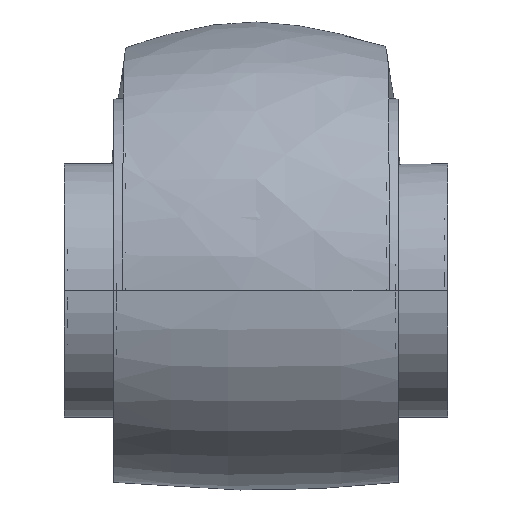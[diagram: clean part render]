
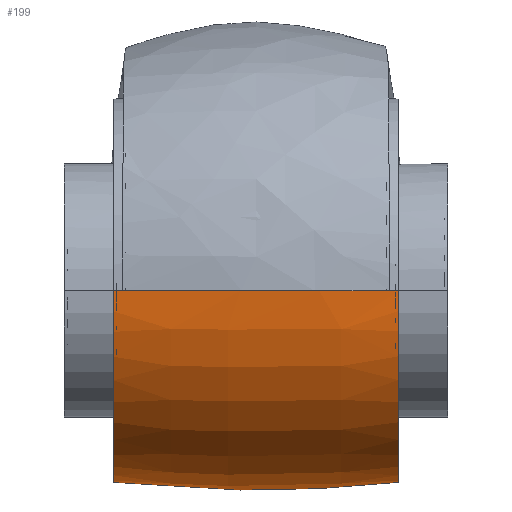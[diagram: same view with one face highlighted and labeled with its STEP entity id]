
A CAD part, left-side view. The second image highlights one B-rep face of the part: STEP entity #199.
In plain terms, the highlighted free-form (B-spline) face has degree [5, 5] with [6, 9] control points.
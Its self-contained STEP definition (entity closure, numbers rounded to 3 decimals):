
#95 = CARTESIAN_POINT ( 'NONE',  ( -23.248, 55., -63.842 ) ) ;
#181 = CARTESIAN_POINT ( 'NONE',  ( -69.336, 33., -27.513 ) ) ;
#199 = ADVANCED_FACE ( 'NONE', ( #2681 ), #4258, .F. ) ;
#227 = CARTESIAN_POINT ( 'NONE',  ( 0., -10.999, -69.721 ) ) ;
#277 = CARTESIAN_POINT ( 'NONE',  ( 0., 33., -68.532 ) ) ;
#333 = CARTESIAN_POINT ( 'NONE',  ( -11.624, -55., -66.125 ) ) ;
#478 = CARTESIAN_POINT ( 'NONE',  ( 0., 55., -66.124 ) ) ;
#827 = CARTESIAN_POINT ( 'NONE',  ( 0., 10.999, -69.721 ) ) ;
#917 = CARTESIAN_POINT ( 'NONE',  ( -12.002, 33., -68.532 ) ) ;
#976 = CARTESIAN_POINT ( 'NONE',  ( -71.718, -55., -15.373 ) ) ;
#1014 = CARTESIAN_POINT ( 'NONE',  ( -55.694, 33., -47.818 ) ) ;
#1044 = CARTESIAN_POINT ( 'NONE',  ( -23.284, 55., -66.125 ) ) ;
#1532 = CARTESIAN_POINT ( 'NONE',  ( -74., 55., 7.876 ) ) ;
#1563 = CARTESIAN_POINT ( 'NONE',  ( -74.051, 33., -16.129 ) ) ;
#1608 = CARTESIAN_POINT ( 'NONE',  ( -12.189, -10.999, -69.721 ) ) ;
#1656 = CARTESIAN_POINT ( 'NONE',  ( -24.378, 10.999, -67.328 ) ) ;
#1686 = CARTESIAN_POINT ( 'NONE',  ( -64.839, 55., -38.7 ) ) ;
#1702 = CARTESIAN_POINT ( 'NONE',  ( -56.561, 10.999, -48.685 ) ) ;
#1774 = CARTESIAN_POINT ( 'NONE',  ( 0., -55., -66.125 ) ) ;
#1805 = CARTESIAN_POINT ( 'NONE',  ( -74., -55., -3.749 ) ) ;
#2034 = CARTESIAN_POINT ( 'NONE',  ( -23.248, -55., -63.842 ) ) ;
#2117 = EDGE_CURVE ( 'NONE', #3904, #6299, #8743, .T. ) ;
#2209 = CARTESIAN_POINT ( 'NONE',  ( -77.597, 10.999, -4.314 ) ) ;
#2300 = CARTESIAN_POINT ( 'NONE',  ( -12.189, 10.999, -69.721 ) ) ;
#2376 = CARTESIAN_POINT ( 'NONE',  ( -74., 55., 7.876 ) ) ;
#2395 = CARTESIAN_POINT ( 'NONE',  ( -24.378, -10.999, -67.328 ) ) ;
#2606 = CARTESIAN_POINT ( 'NONE',  ( 0., 33., -68.532 ) ) ;
#2681 = FACE_OUTER_BOUND ( 'NONE', #3021, .T. ) ;
#2792 = VERTEX_POINT ( 'NONE', #478 ) ;
#2904 = CARTESIAN_POINT ( 'NONE',  ( -76.407, -33., 7.875 ) ) ;
#2949 = CARTESIAN_POINT ( 'NONE',  ( -74.051, -33., -16.129 ) ) ;
#2996 = CARTESIAN_POINT ( 'NONE',  ( -76.407, 33., 7.875 ) ) ;
#3021 = EDGE_LOOP ( 'NONE', ( #3716, #5844, #3126, #9106 ) ) ;
#3033 = VERTEX_POINT ( 'NONE', #4802 ) ;
#3126 = ORIENTED_EDGE ( 'NONE', *, *, #8333, .T. ) ;
#3459 = CARTESIAN_POINT ( 'NONE',  ( 0., -55., -66.125 ) ) ;
#3589 = CARTESIAN_POINT ( 'NONE',  ( -34.274, -55., -59.275 ) ) ;
#3615 = B_SPLINE_CURVE_WITH_KNOTS ( 'NONE', 5,
 ( #3734, #333, #7950, #7394, #5265, #8138, #976, #1805, #8744 ),
 .UNSPECIFIED., .F., .F.,
 ( 6, 3, 6 ),
 ( 0., 0.5, 1. ),
 .UNSPECIFIED. ) ;
#3637 = CARTESIAN_POINT ( 'NONE',  ( -76.407, -33., -4.127 ) ) ;
#3679 = EDGE_CURVE ( 'NONE', #2792, #3904, #6241, .T. ) ;
#3680 = CARTESIAN_POINT ( 'NONE',  ( -77.597, -10.999, -4.314 ) ) ;
#3716 = ORIENTED_EDGE ( 'NONE', *, *, #2117, .F. ) ;
#3724 = CARTESIAN_POINT ( 'NONE',  ( -74., 55., 7.875 ) ) ;
#3734 = CARTESIAN_POINT ( 'NONE',  ( 0., -55., -66.125 ) ) ;
#3771 = CARTESIAN_POINT ( 'NONE',  ( -53.94, 55., -46.064 ) ) ;
#3853 = CARTESIAN_POINT ( 'NONE',  ( -46.541, 55., -56.968 ) ) ;
#3904 = VERTEX_POINT ( 'NONE', #1532 ) ;
#4194 = CARTESIAN_POINT ( 'NONE',  ( -71.718, -55., -15.373 ) ) ;
#4258 = B_SPLINE_SURFACE_WITH_KNOTS ( 'NONE', 5, 5, ( 
 ( #3459, #7710, #2034, #3589, #5540, #5584, #4194, #7011, #9028 ),
 ( #6494, #7148, #4517, #6406, #7241, #5716, #2949, #3637, #2904 ),
 ( #227, #1608, #2395, #5805, #8734, #8543, #8034, #3680, #8590 ),
 ( #827, #2300, #1656, #5208, #1702, #4330, #4375, #2209, #7336 ),
 ( #277, #917, #4470, #8685, #1014, #181, #1563, #7843, #2996 ),
 ( #5901, #7192, #95, #5020, #3771, #6590, #6451, #5067, #3724 ) ),
 .UNSPECIFIED., .F., .F., .F.,
 ( 6, 6 ),
 ( 6, 3, 6 ),
 ( 0., 110.336 ),
 ( 348.717, 409.182, 469.648 ),
 .UNSPECIFIED. ) ;
#4330 = CARTESIAN_POINT ( 'NONE',  ( -70.415, 10.999, -28.064 ) ) ;
#4375 = CARTESIAN_POINT ( 'NONE',  ( -75.204, 10.999, -16.503 ) ) ;
#4428 = CARTESIAN_POINT ( 'NONE',  ( -76.407, 33., 7.875 ) ) ;
#4470 = CARTESIAN_POINT ( 'NONE',  ( -24.004, 33., -66.175 ) ) ;
#4517 = CARTESIAN_POINT ( 'NONE',  ( -24.004, -33., -66.175 ) ) ;
#4802 = CARTESIAN_POINT ( 'NONE',  ( 0., -55., -66.125 ) ) ;
#5020 = CARTESIAN_POINT ( 'NONE',  ( -34.274, 55., -59.275 ) ) ;
#5067 = CARTESIAN_POINT ( 'NONE',  ( -74., 55., -3.749 ) ) ;
#5208 = CARTESIAN_POINT ( 'NONE',  ( -35.94, 10.999, -62.539 ) ) ;
#5265 = CARTESIAN_POINT ( 'NONE',  ( -53.94, -55., -46.064 ) ) ;
#5281 = CARTESIAN_POINT ( 'NONE',  ( 0., -10.999, -69.721 ) ) ;
#5540 = CARTESIAN_POINT ( 'NONE',  ( -53.94, -55., -46.064 ) ) ;
#5584 = CARTESIAN_POINT ( 'NONE',  ( -67.151, -55., -26.399 ) ) ;
#5716 = CARTESIAN_POINT ( 'NONE',  ( -69.336, -33., -27.513 ) ) ;
#5805 = CARTESIAN_POINT ( 'NONE',  ( -35.94, -10.999, -62.539 ) ) ;
#5811 = CARTESIAN_POINT ( 'NONE',  ( -74., 55., 7.876 ) ) ;
#5844 = ORIENTED_EDGE ( 'NONE', *, *, #3679, .F. ) ;
#5901 = CARTESIAN_POINT ( 'NONE',  ( 0., 55., -66.125 ) ) ;
#5907 = CARTESIAN_POINT ( 'NONE',  ( -76.407, -33., 7.875 ) ) ;
#6241 = B_SPLINE_CURVE_WITH_KNOTS ( 'NONE', 5,
 ( #8860, #1044, #3853, #1686, #8714, #2376 ),
 .UNSPECIFIED., .F., .F.,
 ( 6, 6 ),
 ( 0., 1. ),
 .UNSPECIFIED. ) ;
#6299 = VERTEX_POINT ( 'NONE', #7224 ) ;
#6406 = CARTESIAN_POINT ( 'NONE',  ( -35.389, -33., -61.459 ) ) ;
#6451 = CARTESIAN_POINT ( 'NONE',  ( -71.718, 55., -15.373 ) ) ;
#6494 = CARTESIAN_POINT ( 'NONE',  ( 0., -33., -68.532 ) ) ;
#6547 = CARTESIAN_POINT ( 'NONE',  ( -77.597, -10.999, 7.875 ) ) ;
#6590 = CARTESIAN_POINT ( 'NONE',  ( -67.151, 55., -26.399 ) ) ;
#6852 = CARTESIAN_POINT ( 'NONE',  ( 0., 10.999, -69.721 ) ) ;
#7011 = CARTESIAN_POINT ( 'NONE',  ( -74., -55., -3.749 ) ) ;
#7148 = CARTESIAN_POINT ( 'NONE',  ( -12.002, -33., -68.532 ) ) ;
#7192 = CARTESIAN_POINT ( 'NONE',  ( -11.624, 55., -66.125 ) ) ;
#7212 = B_SPLINE_CURVE_WITH_KNOTS ( 'NONE', 5,
 ( #8948, #2606, #6852, #5281, #8106, #1774 ),
 .UNSPECIFIED., .F., .F.,
 ( 6, 6 ),
 ( -110.336, 0. ),
 .UNSPECIFIED. ) ;
#7224 = CARTESIAN_POINT ( 'NONE',  ( -74., -55., 7.875 ) ) ;
#7241 = CARTESIAN_POINT ( 'NONE',  ( -55.694, -33., -47.818 ) ) ;
#7247 = CARTESIAN_POINT ( 'NONE',  ( -77.597, 10.999, 7.875 ) ) ;
#7336 = CARTESIAN_POINT ( 'NONE',  ( -77.597, 10.999, 7.875 ) ) ;
#7394 = CARTESIAN_POINT ( 'NONE',  ( -34.274, -55., -59.275 ) ) ;
#7710 = CARTESIAN_POINT ( 'NONE',  ( -11.624, -55., -66.125 ) ) ;
#7843 = CARTESIAN_POINT ( 'NONE',  ( -76.407, 33., -4.127 ) ) ;
#7924 = EDGE_CURVE ( 'NONE', #3033, #6299, #3615, .T. ) ;
#7950 = CARTESIAN_POINT ( 'NONE',  ( -23.248, -55., -63.842 ) ) ;
#8034 = CARTESIAN_POINT ( 'NONE',  ( -75.204, -10.999, -16.503 ) ) ;
#8106 = CARTESIAN_POINT ( 'NONE',  ( 0., -33., -68.532 ) ) ;
#8138 = CARTESIAN_POINT ( 'NONE',  ( -67.151, -55., -26.399 ) ) ;
#8333 = EDGE_CURVE ( 'NONE', #2792, #3033, #7212, .T. ) ;
#8543 = CARTESIAN_POINT ( 'NONE',  ( -70.415, -10.999, -28.064 ) ) ;
#8590 = CARTESIAN_POINT ( 'NONE',  ( -77.597, -10.999, 7.875 ) ) ;
#8685 = CARTESIAN_POINT ( 'NONE',  ( -35.389, 33., -61.459 ) ) ;
#8714 = CARTESIAN_POINT ( 'NONE',  ( -74., 55., -15.412 ) ) ;
#8734 = CARTESIAN_POINT ( 'NONE',  ( -56.561, -10.999, -48.685 ) ) ;
#8743 = B_SPLINE_CURVE_WITH_KNOTS ( 'NONE', 5,
 ( #5811, #4428, #7247, #6547, #5907, #8960 ),
 .UNSPECIFIED., .F., .F.,
 ( 6, 6 ),
 ( -110.336, 0. ),
 .UNSPECIFIED. ) ;
#8744 = CARTESIAN_POINT ( 'NONE',  ( -74., -55., 7.875 ) ) ;
#8860 = CARTESIAN_POINT ( 'NONE',  ( 0., 55., -66.124 ) ) ;
#8948 = CARTESIAN_POINT ( 'NONE',  ( 0., 55., -66.124 ) ) ;
#8960 = CARTESIAN_POINT ( 'NONE',  ( -74., -55., 7.875 ) ) ;
#9028 = CARTESIAN_POINT ( 'NONE',  ( -74., -55., 7.875 ) ) ;
#9106 = ORIENTED_EDGE ( 'NONE', *, *, #7924, .T. ) ;
